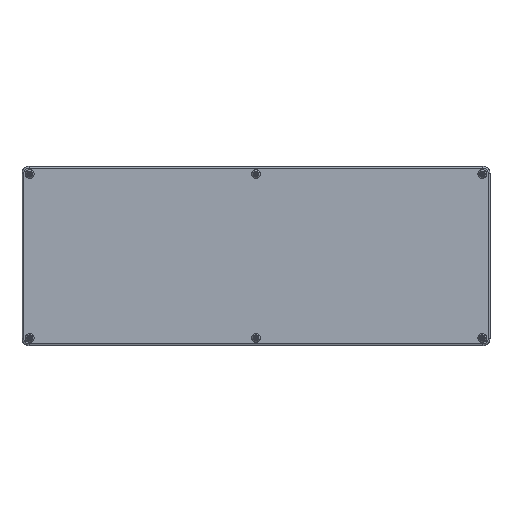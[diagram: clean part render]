
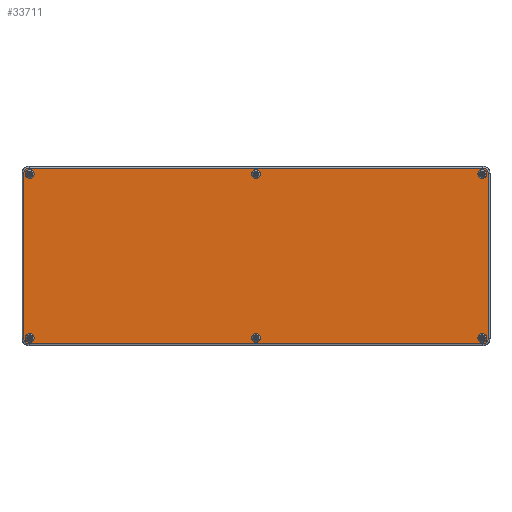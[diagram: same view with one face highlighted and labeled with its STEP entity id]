
A CAD part, top view. The second image highlights one B-rep face of the part: STEP entity #33711.
In plain terms, the highlighted planar face has unit normal (0, 0, 1).
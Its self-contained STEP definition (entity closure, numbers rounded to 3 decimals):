
#28185=CARTESIAN_POINT('',(-284.35,-105.,20.5));
#28186=VERTEX_POINT('',#28185);
#28187=CARTESIAN_POINT('',(-290.,-105.,20.5));
#28188=DIRECTION('',(0.0,0.0,-1.0));
#28189=DIRECTION('',(-1.0,0.0,0.0));
#28190=AXIS2_PLACEMENT_3D('',#28187,#28188,#28189);
#28191=CIRCLE('',#28190,5.65);
#28192=EDGE_CURVE('',#28186,#28186,#28191,.T.);
#28225=CARTESIAN_POINT('',(295.65,-105.,20.5));
#28226=VERTEX_POINT('',#28225);
#28227=CARTESIAN_POINT('',(290.0,-105.,20.5));
#28228=DIRECTION('',(0.0,0.0,-1.0));
#28229=DIRECTION('',(-1.0,0.0,0.0));
#28230=AXIS2_PLACEMENT_3D('',#28227,#28228,#28229);
#28231=CIRCLE('',#28230,5.65);
#28232=EDGE_CURVE('',#28226,#28226,#28231,.T.);
#28265=CARTESIAN_POINT('',(5.65,-105.,20.5));
#28266=VERTEX_POINT('',#28265);
#28267=CARTESIAN_POINT('',(0.,-105.,20.5));
#28268=DIRECTION('',(0.0,0.0,-1.0));
#28269=DIRECTION('',(-1.0,0.0,0.0));
#28270=AXIS2_PLACEMENT_3D('',#28267,#28268,#28269);
#28271=CIRCLE('',#28270,5.65);
#28272=EDGE_CURVE('',#28266,#28266,#28271,.T.);
#28305=CARTESIAN_POINT('',(5.65,105.0,20.5));
#28306=VERTEX_POINT('',#28305);
#28307=CARTESIAN_POINT('',(0.,105.0,20.5));
#28308=DIRECTION('',(0.0,0.0,-1.0));
#28309=DIRECTION('',(-1.0,0.0,0.0));
#28310=AXIS2_PLACEMENT_3D('',#28307,#28308,#28309);
#28311=CIRCLE('',#28310,5.65);
#28312=EDGE_CURVE('',#28306,#28306,#28311,.T.);
#28345=CARTESIAN_POINT('',(295.65,105.,20.5));
#28346=VERTEX_POINT('',#28345);
#28347=CARTESIAN_POINT('',(290.0,105.,20.5));
#28348=DIRECTION('',(0.0,0.0,-1.0));
#28349=DIRECTION('',(-1.0,0.0,0.0));
#28350=AXIS2_PLACEMENT_3D('',#28347,#28348,#28349);
#28351=CIRCLE('',#28350,5.65);
#28352=EDGE_CURVE('',#28346,#28346,#28351,.T.);
#28385=CARTESIAN_POINT('',(-284.35,105.,20.5));
#28386=VERTEX_POINT('',#28385);
#28387=CARTESIAN_POINT('',(-290.0,105.,20.5));
#28388=DIRECTION('',(0.0,0.0,-1.0));
#28389=DIRECTION('',(-1.0,0.0,0.0));
#28390=AXIS2_PLACEMENT_3D('',#28387,#28388,#28389);
#28391=CIRCLE('',#28390,5.65);
#28392=EDGE_CURVE('',#28386,#28386,#28391,.T.);
#33348=CARTESIAN_POINT('',(-291.,-112.677,20.5));
#33349=VERTEX_POINT('',#33348);
#33357=CARTESIAN_POINT('',(-297.677,-106.,20.5));
#33358=VERTEX_POINT('',#33357);
#33359=CARTESIAN_POINT('',(-291.,-106.,20.5));
#33360=DIRECTION('',(0.0,0.0,-1.0));
#33361=DIRECTION('',(-0.707,-0.707,0.0));
#33362=AXIS2_PLACEMENT_3D('',#33359,#33360,#33361);
#33363=CIRCLE('',#33362,6.677);
#33364=EDGE_CURVE('',#33349,#33358,#33363,.T.);
#33390=CARTESIAN_POINT('',(-297.677,106.,20.5));
#33391=VERTEX_POINT('',#33390);
#33408=CARTESIAN_POINT('',(-297.677,-106.,20.5));
#33409=DIRECTION('',(0.0,1.0,0.0));
#33410=VECTOR('',#33409,212.);
#33411=LINE('',#33408,#33410);
#33412=EDGE_CURVE('',#33358,#33391,#33411,.T.);
#33422=CARTESIAN_POINT('',(-291.,112.677,20.5));
#33423=VERTEX_POINT('',#33422);
#33441=CARTESIAN_POINT('',(-291.,106.,20.5));
#33442=DIRECTION('',(0.0,0.0,-1.0));
#33443=DIRECTION('',(-0.707,0.707,0.0));
#33444=AXIS2_PLACEMENT_3D('',#33441,#33442,#33443);
#33445=CIRCLE('',#33444,6.677);
#33446=EDGE_CURVE('',#33391,#33423,#33445,.T.);
#33456=CARTESIAN_POINT('',(291.,112.677,20.5));
#33457=VERTEX_POINT('',#33456);
#33474=CARTESIAN_POINT('',(-291.,112.677,20.5));
#33475=DIRECTION('',(1.0,0.0,0.0));
#33476=VECTOR('',#33475,582.);
#33477=LINE('',#33474,#33476);
#33478=EDGE_CURVE('',#33423,#33457,#33477,.T.);
#33488=CARTESIAN_POINT('',(297.677,106.,20.5));
#33489=VERTEX_POINT('',#33488);
#33507=CARTESIAN_POINT('',(291.,106.,20.5));
#33508=DIRECTION('',(0.0,0.0,-1.0));
#33509=DIRECTION('',(0.707,0.707,0.0));
#33510=AXIS2_PLACEMENT_3D('',#33507,#33508,#33509);
#33511=CIRCLE('',#33510,6.677);
#33512=EDGE_CURVE('',#33457,#33489,#33511,.T.);
#33522=CARTESIAN_POINT('',(297.677,-106.,20.5));
#33523=VERTEX_POINT('',#33522);
#33540=CARTESIAN_POINT('',(297.677,106.,20.5));
#33541=DIRECTION('',(0.0,-1.0,0.0));
#33542=VECTOR('',#33541,212.);
#33543=LINE('',#33540,#33542);
#33544=EDGE_CURVE('',#33489,#33523,#33543,.T.);
#33554=CARTESIAN_POINT('',(291.,-112.677,20.5));
#33555=VERTEX_POINT('',#33554);
#33573=CARTESIAN_POINT('',(291.,-106.,20.5));
#33574=DIRECTION('',(0.0,0.0,-1.0));
#33575=DIRECTION('',(0.707,-0.707,0.0));
#33576=AXIS2_PLACEMENT_3D('',#33573,#33574,#33575);
#33577=CIRCLE('',#33576,6.677);
#33578=EDGE_CURVE('',#33523,#33555,#33577,.T.);
#33596=CARTESIAN_POINT('',(291.,-112.677,20.5));
#33597=DIRECTION('',(-1.0,0.0,0.0));
#33598=VECTOR('',#33597,582.);
#33599=LINE('',#33596,#33598);
#33600=EDGE_CURVE('',#33555,#33349,#33599,.T.);
#33678=CARTESIAN_POINT('',(0.,0.,20.5));
#33679=DIRECTION('',(0.0,0.0,1.0));
#33680=DIRECTION('',(1.0,0.0,0.0));
#33681=AXIS2_PLACEMENT_3D('',#33678,#33679,#33680);
#33682=PLANE('',#33681);
#33683=ORIENTED_EDGE('',*,*,#33364,.F.);
#33684=ORIENTED_EDGE('',*,*,#33600,.F.);
#33685=ORIENTED_EDGE('',*,*,#33578,.F.);
#33686=ORIENTED_EDGE('',*,*,#33544,.F.);
#33687=ORIENTED_EDGE('',*,*,#33512,.F.);
#33688=ORIENTED_EDGE('',*,*,#33478,.F.);
#33689=ORIENTED_EDGE('',*,*,#33446,.F.);
#33690=ORIENTED_EDGE('',*,*,#33412,.F.);
#33691=EDGE_LOOP('',(#33683,#33684,#33685,#33686,#33687,#33688,#33689,#33690));
#33692=FACE_OUTER_BOUND('',#33691,.T.);
#33693=ORIENTED_EDGE('',*,*,#28192,.T.);
#33694=EDGE_LOOP('',(#33693));
#33695=FACE_BOUND('',#33694,.T.);
#33696=ORIENTED_EDGE('',*,*,#28232,.T.);
#33697=EDGE_LOOP('',(#33696));
#33698=FACE_BOUND('',#33697,.T.);
#33699=ORIENTED_EDGE('',*,*,#28272,.T.);
#33700=EDGE_LOOP('',(#33699));
#33701=FACE_BOUND('',#33700,.T.);
#33702=ORIENTED_EDGE('',*,*,#28312,.T.);
#33703=EDGE_LOOP('',(#33702));
#33704=FACE_BOUND('',#33703,.T.);
#33705=ORIENTED_EDGE('',*,*,#28352,.T.);
#33706=EDGE_LOOP('',(#33705));
#33707=FACE_BOUND('',#33706,.T.);
#33708=ORIENTED_EDGE('',*,*,#28392,.T.);
#33709=EDGE_LOOP('',(#33708));
#33710=FACE_BOUND('',#33709,.T.);
#33711=ADVANCED_FACE('',(#33692,#33695,#33698,#33701,#33704,#33707,#33710),#33682,.T.);
